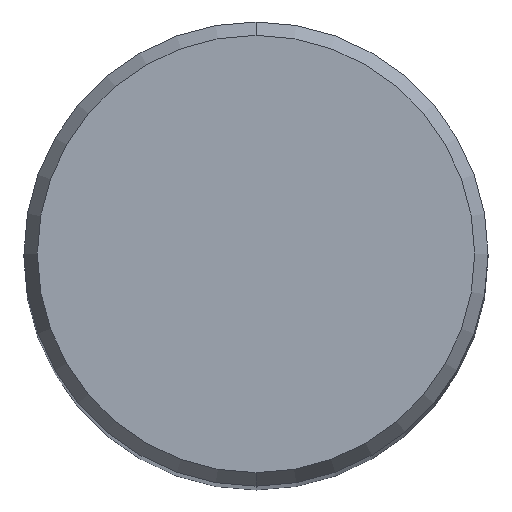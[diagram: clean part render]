
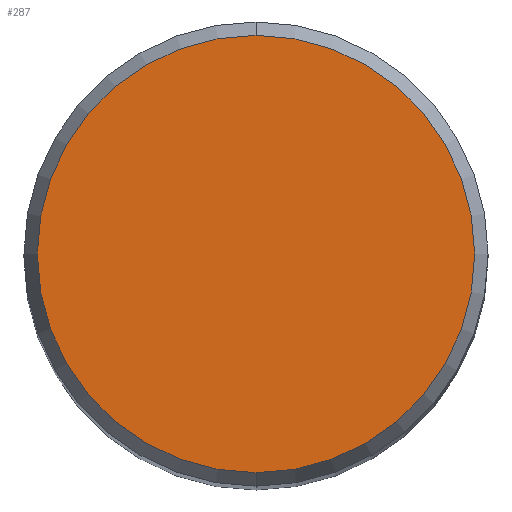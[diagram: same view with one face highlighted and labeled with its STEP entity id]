
A CAD part, top view. The second image highlights one B-rep face of the part: STEP entity #287.
In plain terms, the highlighted planar face has unit normal (0, 0, 1).
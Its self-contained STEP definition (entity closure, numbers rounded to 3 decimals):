
#127=EDGE_CURVE('',#253,#181,#332,.T.);
#181=VERTEX_POINT('',#390);
#253=VERTEX_POINT('',#473);
#287=ADVANCED_FACE('',(#510),#511,.T.);
#301=EDGE_CURVE('',#181,#253,#528,.T.);
#332=CIRCLE('',#551,7.479);
#390=CARTESIAN_POINT('',(0.0,7.479,0.));
#473=CARTESIAN_POINT('',(0.,-7.479,0.));
#510=FACE_OUTER_BOUND('',#787,.T.);
#511=PLANE('',#788);
#528=CIRCLE('',#808,7.479);
#551=AXIS2_PLACEMENT_3D('',#837,#838,#839);
#787=EDGE_LOOP('',(#1059,#1060));
#788=AXIS2_PLACEMENT_3D('',#1061,#1062,#1063);
#808=AXIS2_PLACEMENT_3D('',#1080,#1081,#1082);
#837=CARTESIAN_POINT('',(0.0,0.0,0.));
#838=DIRECTION('',(0.0,0.0,-1.0));
#839=DIRECTION('',(0.0,1.0,0.0));
#1059=ORIENTED_EDGE('',*,*,#301,.F.);
#1060=ORIENTED_EDGE('',*,*,#127,.F.);
#1061=CARTESIAN_POINT('',(0.0,3.74,0.));
#1062=DIRECTION('',(-0.0,0.0,1.0));
#1063=DIRECTION('',(0.0,-1.0,0.0));
#1080=CARTESIAN_POINT('',(0.0,0.0,0.));
#1081=DIRECTION('',(0.0,0.0,-1.0));
#1082=DIRECTION('',(0.0,1.0,0.0));
